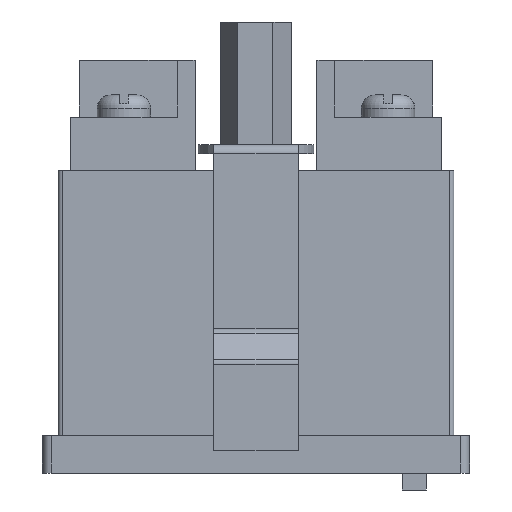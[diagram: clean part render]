
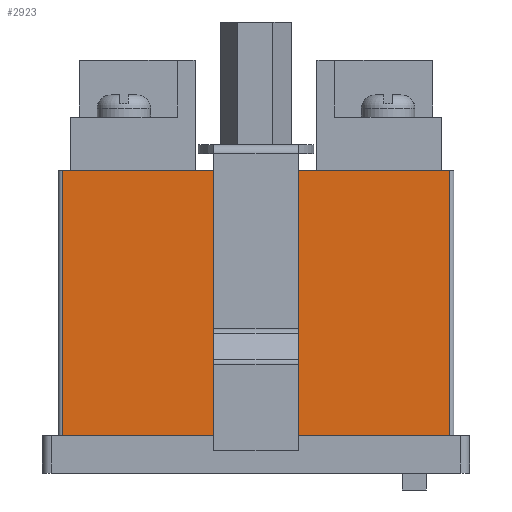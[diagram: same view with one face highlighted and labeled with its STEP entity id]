
A CAD part, front view. The second image highlights one B-rep face of the part: STEP entity #2923.
In plain terms, the highlighted planar face has unit normal (0, -1, 0).
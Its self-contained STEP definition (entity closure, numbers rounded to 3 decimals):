
#66 = CARTESIAN_POINT ( 'NONE',  ( -21.75, -10.9, 34. ) ) ;
#69 = DIRECTION ( 'NONE',  ( -1., 0., 0. ) ) ;
#191 = LINE ( 'NONE', #5334, #8424 ) ;
#536 = LINE ( 'NONE', #1445, #6310 ) ;
#651 = ORIENTED_EDGE ( 'NONE', *, *, #8189, .T. ) ;
#789 = CARTESIAN_POINT ( 'NONE',  ( 21.75, -10.9, 34. ) ) ;
#968 = ORIENTED_EDGE ( 'NONE', *, *, #4682, .T. ) ;
#1235 = CARTESIAN_POINT ( 'NONE',  ( 4.75, -10.9, 15.696 ) ) ;
#1445 = CARTESIAN_POINT ( 'NONE',  ( 0., -10.9, 4.2 ) ) ;
#1685 = VERTEX_POINT ( 'NONE', #8023 ) ;
#1784 = EDGE_CURVE ( 'NONE', #1685, #2591, #3853, .T. ) ;
#1828 = LINE ( 'NONE', #1235, #9588 ) ;
#2227 = DIRECTION ( 'NONE',  ( 0., 0., -1. ) ) ;
#2312 = CARTESIAN_POINT ( 'NONE',  ( -4.75, -10.9, 15.696 ) ) ;
#2589 = EDGE_CURVE ( 'NONE', #8830, #7538, #191, .T. ) ;
#2591 = VERTEX_POINT ( 'NONE', #789 ) ;
#2865 = CARTESIAN_POINT ( 'NONE',  ( -4.75, -10.9, 34. ) ) ;
#2888 = EDGE_CURVE ( 'NONE', #5584, #1685, #536, .T. ) ;
#2923 = ADVANCED_FACE ( 'NONE', ( #4309 ), #8220, .T. ) ;
#2951 = ORIENTED_EDGE ( 'NONE', *, *, #4281, .T. ) ;
#2956 = CARTESIAN_POINT ( 'NONE',  ( 22.25, -10.9, 34. ) ) ;
#3239 = CARTESIAN_POINT ( 'NONE',  ( 4.75, -10.9, 34. ) ) ;
#3563 = LINE ( 'NONE', #4920, #5344 ) ;
#3568 = EDGE_CURVE ( 'NONE', #4156, #6632, #1828, .T. ) ;
#3853 = LINE ( 'NONE', #7464, #7398 ) ;
#4155 = VECTOR ( 'NONE', #7414, 1000. ) ;
#4156 = VERTEX_POINT ( 'NONE', #5693 ) ;
#4262 = DIRECTION ( 'NONE',  ( -1., 0., 0. ) ) ;
#4281 = EDGE_CURVE ( 'NONE', #4156, #6051, #6173, .T. ) ;
#4309 = FACE_OUTER_BOUND ( 'NONE', #5836, .T. ) ;
#4682 = EDGE_CURVE ( 'NONE', #7538, #5584, #3563, .T. ) ;
#4872 = LINE ( 'NONE', #9123, #6883 ) ;
#4920 = CARTESIAN_POINT ( 'NONE',  ( -21.75, -10.9, 34. ) ) ;
#4983 = CARTESIAN_POINT ( 'NONE',  ( 22.25, -10.9, 34. ) ) ;
#5053 = EDGE_CURVE ( 'NONE', #6051, #8830, #4872, .T. ) ;
#5334 = CARTESIAN_POINT ( 'NONE',  ( 22.25, -10.9, 34. ) ) ;
#5344 = VECTOR ( 'NONE', #7949, 1000. ) ;
#5584 = VERTEX_POINT ( 'NONE', #7783 ) ;
#5693 = CARTESIAN_POINT ( 'NONE',  ( 4.75, -10.9, 15.696 ) ) ;
#5741 = DIRECTION ( 'NONE',  ( 0., 0., 1. ) ) ;
#5836 = EDGE_LOOP ( 'NONE', ( #6569, #2951, #8987, #8347, #968, #7017, #8946, #651 ) ) ;
#6051 = VERTEX_POINT ( 'NONE', #2312 ) ;
#6173 = LINE ( 'NONE', #9636, #4155 ) ;
#6310 = VECTOR ( 'NONE', #8185, 1000. ) ;
#6569 = ORIENTED_EDGE ( 'NONE', *, *, #3568, .F. ) ;
#6632 = VERTEX_POINT ( 'NONE', #3239 ) ;
#6736 = DIRECTION ( 'NONE',  ( 0., -1., 0. ) ) ;
#6883 = VECTOR ( 'NONE', #7624, 1000. ) ;
#7017 = ORIENTED_EDGE ( 'NONE', *, *, #2888, .T. ) ;
#7398 = VECTOR ( 'NONE', #8218, 1000. ) ;
#7414 = DIRECTION ( 'NONE',  ( -1., 0., 0. ) ) ;
#7464 = CARTESIAN_POINT ( 'NONE',  ( 21.75, -10.9, 34. ) ) ;
#7484 = VECTOR ( 'NONE', #4262, 1000. ) ;
#7538 = VERTEX_POINT ( 'NONE', #66 ) ;
#7624 = DIRECTION ( 'NONE',  ( 0., 0., 1. ) ) ;
#7720 = LINE ( 'NONE', #4983, #7484 ) ;
#7783 = CARTESIAN_POINT ( 'NONE',  ( -21.75, -10.9, 4.2 ) ) ;
#7949 = DIRECTION ( 'NONE',  ( 0., 0., -1. ) ) ;
#8023 = CARTESIAN_POINT ( 'NONE',  ( 21.75, -10.9, 4.2 ) ) ;
#8185 = DIRECTION ( 'NONE',  ( 1., 0., 0. ) ) ;
#8189 = EDGE_CURVE ( 'NONE', #2591, #6632, #7720, .T. ) ;
#8218 = DIRECTION ( 'NONE',  ( 0., 0., 1. ) ) ;
#8220 = PLANE ( 'NONE',  #8437 ) ;
#8347 = ORIENTED_EDGE ( 'NONE', *, *, #2589, .T. ) ;
#8424 = VECTOR ( 'NONE', #69, 1000. ) ;
#8437 = AXIS2_PLACEMENT_3D ( 'NONE', #2956, #6736, #2227 ) ;
#8830 = VERTEX_POINT ( 'NONE', #2865 ) ;
#8946 = ORIENTED_EDGE ( 'NONE', *, *, #1784, .T. ) ;
#8987 = ORIENTED_EDGE ( 'NONE', *, *, #5053, .T. ) ;
#9123 = CARTESIAN_POINT ( 'NONE',  ( -4.75, -10.9, 15.696 ) ) ;
#9588 = VECTOR ( 'NONE', #5741, 1000. ) ;
#9636 = CARTESIAN_POINT ( 'NONE',  ( 4.75, -10.9, 15.696 ) ) ;
